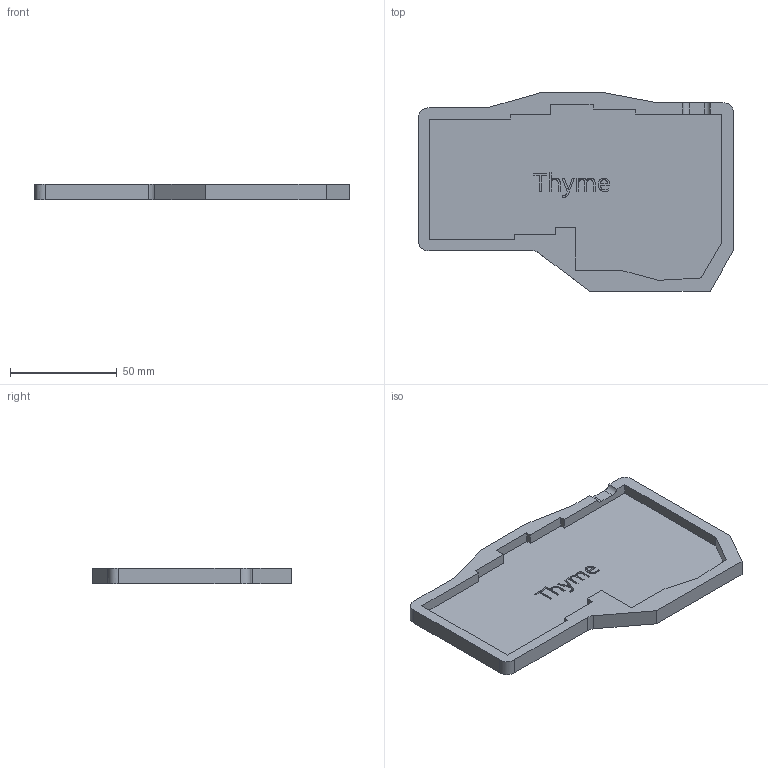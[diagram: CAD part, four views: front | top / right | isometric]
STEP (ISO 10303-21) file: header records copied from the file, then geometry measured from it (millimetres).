
FILE_DESCRIPTION(/* description */ ('STEP AP242','CAx-IF Rec.Pracs.---Representation and Presentation of Product Manufacturing Information (PMI)---4.0---2014-10-13','CAx-IF Rec.Pracs.---3D Tessellated Geometry---0.4---2014-09-14','2;1'),/* implementation_level */ '2;1');
FILE_NAME(/* name */ '67ef85f232723f0809da1aa4',/* time_stamp */ '2025-04-04T07:10:42Z',/* author */ (''),/* organization */ (''),/* preprocessor_version */ 'ST-DEVELOPER v20',/* originating_system */ 'ONSHAPE BY PTC INC, 1.195',/* authorisation */ ' ');
FILE_SCHEMA (('AP242_MANAGED_MODEL_BASED_3D_ENGINEERING_MIM_LF { 1 0 10303 442 1 1 4 }'));
Length unit declared in the file: metre
Products named in the file (1): thyme_case_Left
Bounding box: 147.59 x 93.14 x 7.5 mm (x, y, z)
Volume: 42879.4 mm3; surface area: 29287.7 mm2
Topology: 1 solids, 1 shells, 160 faces, 456 edges, 304 vertices
Faces by surface type: plane 107, bspline 48, cylinder 5
Entity records: 5492 total; most frequent: CARTESIAN_POINT 1637, ORIENTED_EDGE 912, DIRECTION 586, EDGE_CURVE 456, LINE 340, VECTOR 340, VERTEX_POINT 304, EDGE_LOOP 166
